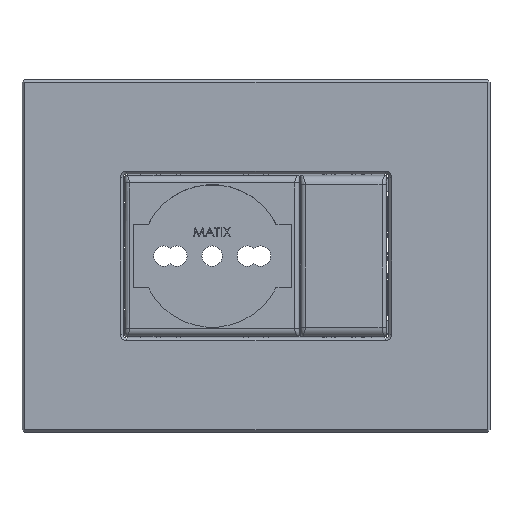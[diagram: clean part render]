
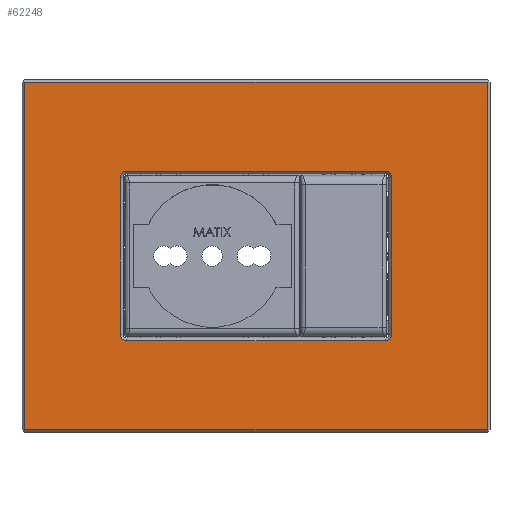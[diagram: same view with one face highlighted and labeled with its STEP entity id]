
A CAD part, top view. The second image highlights one B-rep face of the part: STEP entity #62248.
In plain terms, the highlighted planar face has unit normal (0, 0, 1).
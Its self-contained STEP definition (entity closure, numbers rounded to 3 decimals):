
#1037 = VERTEX_POINT ( 'NONE', #66988 ) ;
#1097 = DIRECTION ( 'NONE',  ( 0., 0., -1. ) ) ;
#1486 = DIRECTION ( 'NONE',  ( 0., 0., -1. ) ) ;
#2295 = DIRECTION ( 'NONE',  ( 0., 1., 0. ) ) ;
#3181 = CARTESIAN_POINT ( 'NONE',  ( -34.8, 22.85, 2. ) ) ;
#3267 = LINE ( 'NONE', #77037, #69343 ) ;
#3580 = CARTESIAN_POINT ( 'NONE',  ( 34.8, 21.1, 2. ) ) ;
#3810 = EDGE_CURVE ( 'NONE', #56601, #1037, #63302, .T. ) ;
#4367 = ORIENTED_EDGE ( 'NONE', *, *, #72778, .T. ) ;
#4677 = VERTEX_POINT ( 'NONE', #35886 ) ;
#5250 = ORIENTED_EDGE ( 'NONE', *, *, #13067, .T. ) ;
#6204 = VERTEX_POINT ( 'NONE', #64936 ) ;
#6536 = CARTESIAN_POINT ( 'NONE',  ( -34.8, -22.85, 2. ) ) ;
#6619 = CIRCLE ( 'NONE', #19369, 1.75 ) ;
#6706 = VECTOR ( 'NONE', #33750, 1000. ) ;
#6845 = LINE ( 'NONE', #45608, #57425 ) ;
#8176 = VERTEX_POINT ( 'NONE', #3181 ) ;
#8846 = FACE_BOUND ( 'NONE', #45950, .T. ) ;
#9417 = DIRECTION ( 'NONE',  ( 0., 0., -1. ) ) ;
#10237 = DIRECTION ( 'NONE',  ( -1., 0., 0. ) ) ;
#10681 = EDGE_CURVE ( 'NONE', #1037, #32658, #25434, .T. ) ;
#11313 = CARTESIAN_POINT ( 'NONE',  ( 0., 22.85, 2. ) ) ;
#13067 = EDGE_CURVE ( 'NONE', #59085, #74994, #3267, .T. ) ;
#14407 = AXIS2_PLACEMENT_3D ( 'NONE', #3580, #49771, #10237 ) ;
#16132 = LINE ( 'NONE', #42384, #33707 ) ;
#16161 = VECTOR ( 'NONE', #57754, 1000. ) ;
#16464 = ORIENTED_EDGE ( 'NONE', *, *, #62881, .T. ) ;
#17239 = CARTESIAN_POINT ( 'NONE',  ( 62.25, -46.75, 2. ) ) ;
#17995 = ORIENTED_EDGE ( 'NONE', *, *, #10681, .T. ) ;
#19369 = AXIS2_PLACEMENT_3D ( 'NONE', #72876, #33347, #79534 ) ;
#22184 = LINE ( 'NONE', #73282, #6706 ) ;
#22768 = CIRCLE ( 'NONE', #56467, 1.75 ) ;
#23641 = CARTESIAN_POINT ( 'NONE',  ( 36.55, 0., 2. ) ) ;
#25034 = EDGE_CURVE ( 'NONE', #4677, #25959, #16132, .T. ) ;
#25434 = CIRCLE ( 'NONE', #64836, 1.75 ) ;
#25577 = ORIENTED_EDGE ( 'NONE', *, *, #25034, .T. ) ;
#25959 = VERTEX_POINT ( 'NONE', #85358 ) ;
#28024 = CARTESIAN_POINT ( 'NONE',  ( -62.25, -46.75, 2. ) ) ;
#28445 = ORIENTED_EDGE ( 'NONE', *, *, #29783, .T. ) ;
#29783 = EDGE_CURVE ( 'NONE', #69267, #85558, #6845, .T. ) ;
#30195 = CARTESIAN_POINT ( 'NONE',  ( 0., 46.75, 2. ) ) ;
#30293 = DIRECTION ( 'NONE',  ( 0., -1., 0. ) ) ;
#32658 = VERTEX_POINT ( 'NONE', #83058 ) ;
#33347 = DIRECTION ( 'NONE',  ( 0., 0., -1. ) ) ;
#33707 = VECTOR ( 'NONE', #2295, 1000. ) ;
#33750 = DIRECTION ( 'NONE',  ( -1., 0., 0. ) ) ;
#34015 = PLANE ( 'NONE',  #60928 ) ;
#34969 = ORIENTED_EDGE ( 'NONE', *, *, #79722, .T. ) ;
#35886 = CARTESIAN_POINT ( 'NONE',  ( -36.55, -21.1, 2. ) ) ;
#36642 = CARTESIAN_POINT ( 'NONE',  ( 0., -46.75, 2. ) ) ;
#37322 = ORIENTED_EDGE ( 'NONE', *, *, #48472, .T. ) ;
#38265 = VECTOR ( 'NONE', #43267, 1000. ) ;
#38395 = VERTEX_POINT ( 'NONE', #6536 ) ;
#39936 = LINE ( 'NONE', #30195, #72969 ) ;
#41037 = CARTESIAN_POINT ( 'NONE',  ( -34.8, -21.1, 2. ) ) ;
#42384 = CARTESIAN_POINT ( 'NONE',  ( -36.55, 0., 2. ) ) ;
#43133 = DIRECTION ( 'NONE',  ( -1., 0., 0. ) ) ;
#43267 = DIRECTION ( 'NONE',  ( 1., 0., 0. ) ) ;
#45608 = CARTESIAN_POINT ( 'NONE',  ( -62.25, 0., 2. ) ) ;
#45718 = VECTOR ( 'NONE', #30293, 1000. ) ;
#45950 = EDGE_LOOP ( 'NONE', ( #17995, #16464, #37322, #25577, #4367, #34969, #57162, #66657 ) ) ;
#46157 = EDGE_CURVE ( 'NONE', #6204, #56601, #51350, .T. ) ;
#47254 = DIRECTION ( 'NONE',  ( -1., 0., 0. ) ) ;
#47666 = DIRECTION ( 'NONE',  ( -1., 0., 0. ) ) ;
#48472 = EDGE_CURVE ( 'NONE', #38395, #4677, #22768, .T. ) ;
#48933 = CARTESIAN_POINT ( 'NONE',  ( 34.8, -21.1, 2. ) ) ;
#49771 = DIRECTION ( 'NONE',  ( 0., 0., -1. ) ) ;
#51350 = CIRCLE ( 'NONE', #14407, 1.75 ) ;
#51597 = EDGE_CURVE ( 'NONE', #74994, #69267, #39936, .T. ) ;
#52140 = EDGE_LOOP ( 'NONE', ( #58537, #28445, #58254, #5250 ) ) ;
#55552 = DIRECTION ( 'NONE',  ( -1., 0., 0. ) ) ;
#55764 = LINE ( 'NONE', #36642, #38265 ) ;
#56467 = AXIS2_PLACEMENT_3D ( 'NONE', #41037, #1486, #47666 ) ;
#56601 = VERTEX_POINT ( 'NONE', #61124 ) ;
#57162 = ORIENTED_EDGE ( 'NONE', *, *, #46157, .T. ) ;
#57425 = VECTOR ( 'NONE', #72471, 1000. ) ;
#57754 = DIRECTION ( 'NONE',  ( 1., 0., 0. ) ) ;
#58254 = ORIENTED_EDGE ( 'NONE', *, *, #68666, .T. ) ;
#58537 = ORIENTED_EDGE ( 'NONE', *, *, #51597, .T. ) ;
#59085 = VERTEX_POINT ( 'NONE', #17239 ) ;
#59429 = FACE_OUTER_BOUND ( 'NONE', #52140, .T. ) ;
#60928 = AXIS2_PLACEMENT_3D ( 'NONE', #80180, #1097, #47254 ) ;
#61124 = CARTESIAN_POINT ( 'NONE',  ( 36.55, 21.1, 2. ) ) ;
#62248 = ADVANCED_FACE ( 'NONE', ( #8846, #59429 ), #34015, .F. ) ;
#62881 = EDGE_CURVE ( 'NONE', #32658, #38395, #22184, .T. ) ;
#63302 = LINE ( 'NONE', #23641, #45718 ) ;
#64836 = AXIS2_PLACEMENT_3D ( 'NONE', #48933, #9417, #55552 ) ;
#64936 = CARTESIAN_POINT ( 'NONE',  ( 34.8, 22.85, 2. ) ) ;
#66657 = ORIENTED_EDGE ( 'NONE', *, *, #3810, .T. ) ;
#66988 = CARTESIAN_POINT ( 'NONE',  ( 36.55, -21.1, 2. ) ) ;
#68666 = EDGE_CURVE ( 'NONE', #85558, #59085, #55764, .T. ) ;
#68800 = LINE ( 'NONE', #11313, #16161 ) ;
#69267 = VERTEX_POINT ( 'NONE', #83355 ) ;
#69343 = VECTOR ( 'NONE', #83693, 1000. ) ;
#71998 = CARTESIAN_POINT ( 'NONE',  ( 62.25, 46.75, 2. ) ) ;
#72471 = DIRECTION ( 'NONE',  ( 0., -1., 0. ) ) ;
#72778 = EDGE_CURVE ( 'NONE', #25959, #8176, #6619, .T. ) ;
#72876 = CARTESIAN_POINT ( 'NONE',  ( -34.8, 21.1, 2. ) ) ;
#72969 = VECTOR ( 'NONE', #43133, 1000. ) ;
#73282 = CARTESIAN_POINT ( 'NONE',  ( 0., -22.85, 2. ) ) ;
#74994 = VERTEX_POINT ( 'NONE', #71998 ) ;
#77037 = CARTESIAN_POINT ( 'NONE',  ( 62.25, 0., 2. ) ) ;
#79534 = DIRECTION ( 'NONE',  ( -1., 0., 0. ) ) ;
#79722 = EDGE_CURVE ( 'NONE', #8176, #6204, #68800, .T. ) ;
#80180 = CARTESIAN_POINT ( 'NONE',  ( 0., 0., 2. ) ) ;
#83058 = CARTESIAN_POINT ( 'NONE',  ( 34.8, -22.85, 2. ) ) ;
#83355 = CARTESIAN_POINT ( 'NONE',  ( -62.25, 46.75, 2. ) ) ;
#83693 = DIRECTION ( 'NONE',  ( 0., 1., 0. ) ) ;
#85358 = CARTESIAN_POINT ( 'NONE',  ( -36.55, 21.1, 2. ) ) ;
#85558 = VERTEX_POINT ( 'NONE', #28024 ) ;
